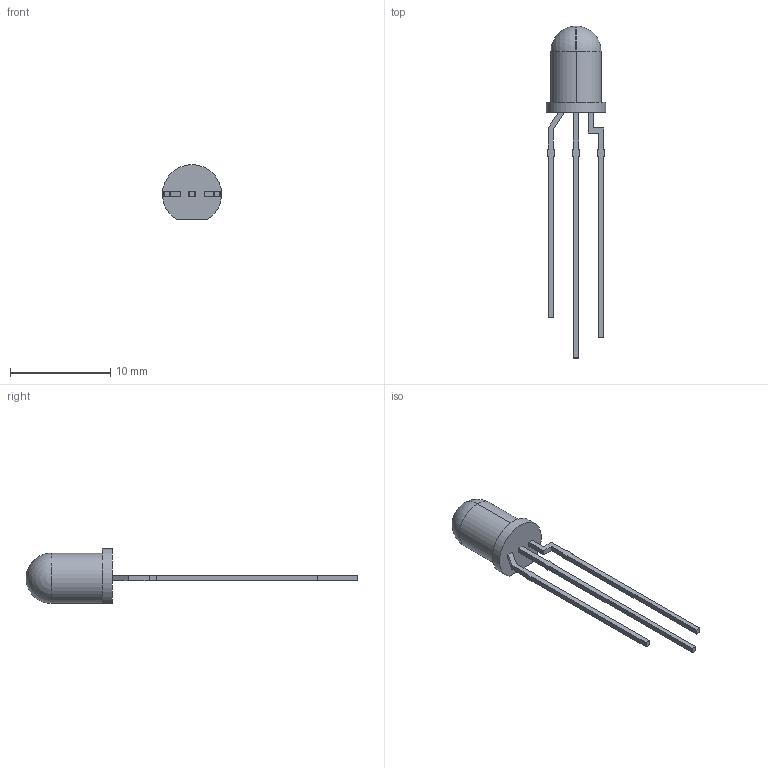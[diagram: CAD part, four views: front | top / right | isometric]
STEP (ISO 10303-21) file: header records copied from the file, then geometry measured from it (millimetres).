
FILE_DESCRIPTION (( 'STEP AP214' ), '1' );
FILE_NAME ('Kingbright-L-59EGC.STEP', '2021-07-14T08:08:17', ( '' ), ( '' ), 'SwSTEP 2.0', 'SolidWorks 2020', '' );
FILE_SCHEMA (( 'AUTOMOTIVE_DESIGN' ));
Length unit declared in the file: millimetre
Products named in the file (1): Kingbright-L-59EGC
Bounding box: 5.9 x 33.1 x 5.45 mm (x, y, z)
Volume: 176.7 mm3; surface area: 331.3 mm2
Topology: 4 solids, 4 shells, 59 faces, 152 edges, 99 vertices
Faces by surface type: plane 54, cylinder 3, sphere 2
Entity records: 1840 total; most frequent: CARTESIAN_POINT 305, ORIENTED_EDGE 296, DIRECTION 281, EDGE_CURVE 148, VECTOR 135, LINE 135, VERTEX_POINT 97, AXIS2_PLACEMENT_3D 73
